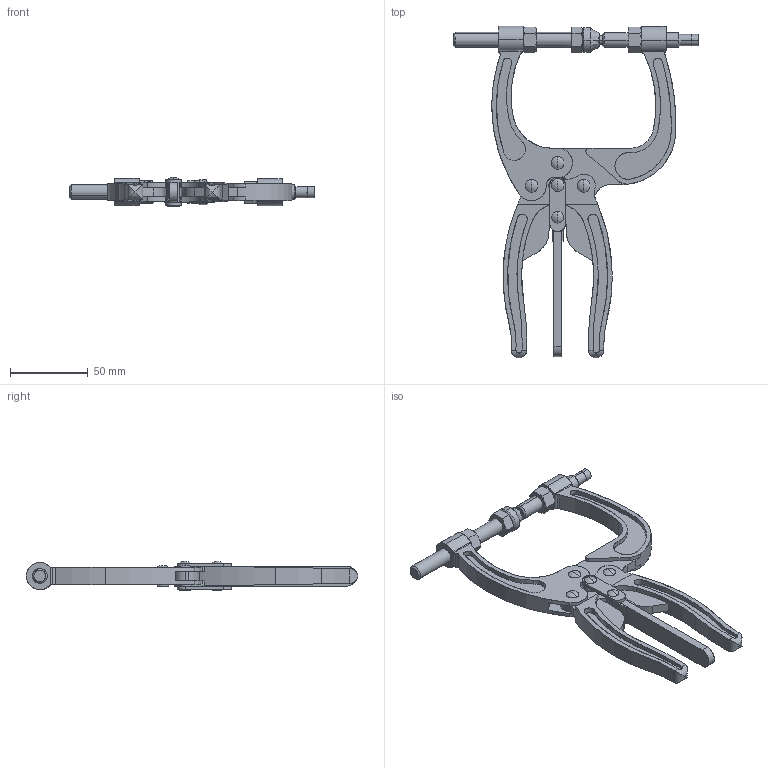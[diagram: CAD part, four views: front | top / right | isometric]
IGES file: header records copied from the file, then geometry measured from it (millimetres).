
Start section: SolidWorks IGES file using analytic representation for surfaces
Global section: file name: 493802(GH-50450).IGS,  ; native system: SolidWorks 2016; preprocessor: SolidWorks 2016; author: LinWei; date: 190116.130951; units: millimetre
Bounding box: 157.77 x 213.82 x 19 mm (x, y, z)
Surface area: 49610.7 mm2 (no closed solid volume)
Topology: 0 solids, 0 shells, 383 faces, 6156 edges, 6150 vertices
Faces by surface type: revolution 261, bspline 122
